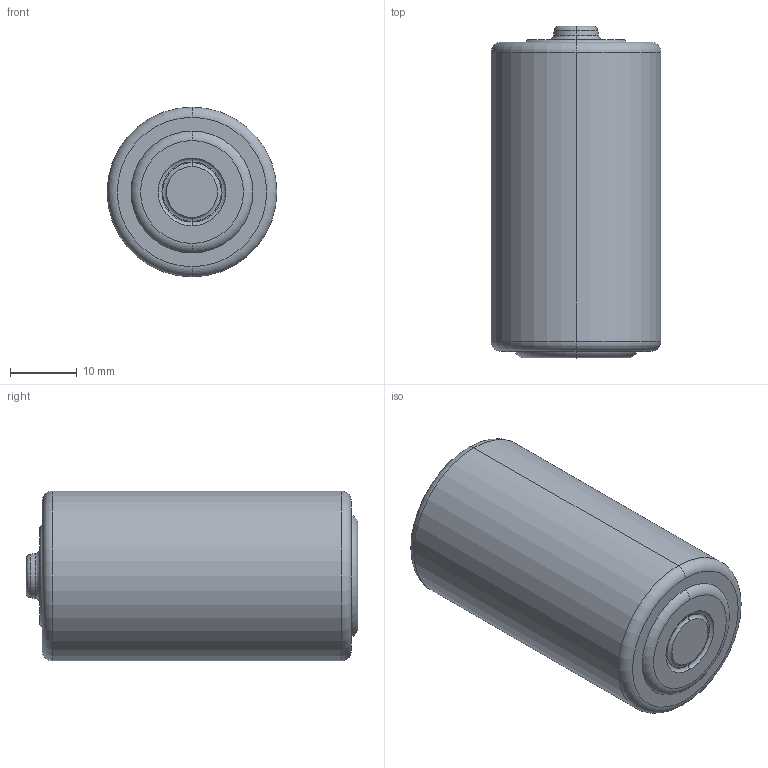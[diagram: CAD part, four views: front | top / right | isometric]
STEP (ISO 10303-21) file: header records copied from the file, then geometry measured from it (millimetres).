
FILE_DESCRIPTION (( 'STEP AP214' ), '1' );
FILE_NAME ('User Library-C-Size Battery.STEP', '2019-03-20T22:05:18', ( '' ), ( '' ), 'SwSTEP 2.0', 'SolidWorks 2019', '' );
FILE_SCHEMA (( 'AUTOMOTIVE_DESIGN' ));
Length unit declared in the file: inch
Products named in the file (1): User Library-C-Size Battery
Bounding box: 25.4 x 49.66 x 25.4 mm (x, y, z)
Volume: 23729.7 mm3; surface area: 4664.5 mm2
Topology: 1 solids, 1 shells, 27 faces, 52 edges, 32 vertices
Faces by surface type: torus 16, plane 7, cone 2, cylinder 2
Entity records: 828 total; most frequent: DIRECTION 156, CARTESIAN_POINT 112, ORIENTED_EDGE 104, AXIS2_PLACEMENT_3D 76, EDGE_CURVE 52, CIRCLE 48, EDGE_LOOP 32, VERTEX_POINT 32
